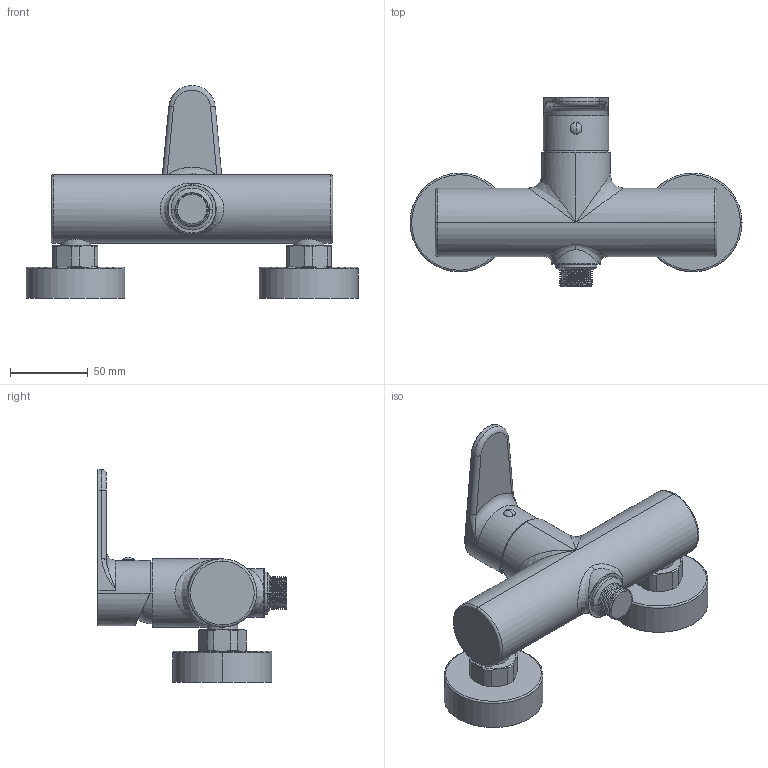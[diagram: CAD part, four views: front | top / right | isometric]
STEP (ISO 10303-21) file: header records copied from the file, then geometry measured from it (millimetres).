
FILE_DESCRIPTION((''),'2;1');
FILE_NAME('GR168CR_SW0001','2021-01-14T13:13:07',('ut3'),('PAFFONI SpA'),'CREO PARAMETRIC BY PTC INC, 2020044','CREO PARAMETRIC BY PTC INC, 2020044','');
FILE_SCHEMA(('CONFIG_CONTROL_DESIGN','SHAPE_APPEARANCE_LAYERS_GROUPS'));
Length unit declared in the file: millimetre
Products named in the file (1): GR168CR_SW0001
Bounding box: 213.5 x 122 x 136.89 mm (x, y, z)
Volume: 305393.2 mm3; surface area: 108858.9 mm2
Topology: 2 solids, 2 shells, 378 faces, 974 edges, 612 vertices
Faces by surface type: plane 160, cylinder 124, cone 49, bspline 27, torus 16, sphere 2
Entity records: 18086 total; most frequent: CARTESIAN_POINT 5949, ORIENTED_EDGE 1936, DIRECTION 1816, EDGE_CURVE 968, AXIS2_PLACEMENT_3D 681, VERTEX_POINT 612, FILL_AREA_STYLE_COLOUR 464, FILL_AREA_STYLE 464
